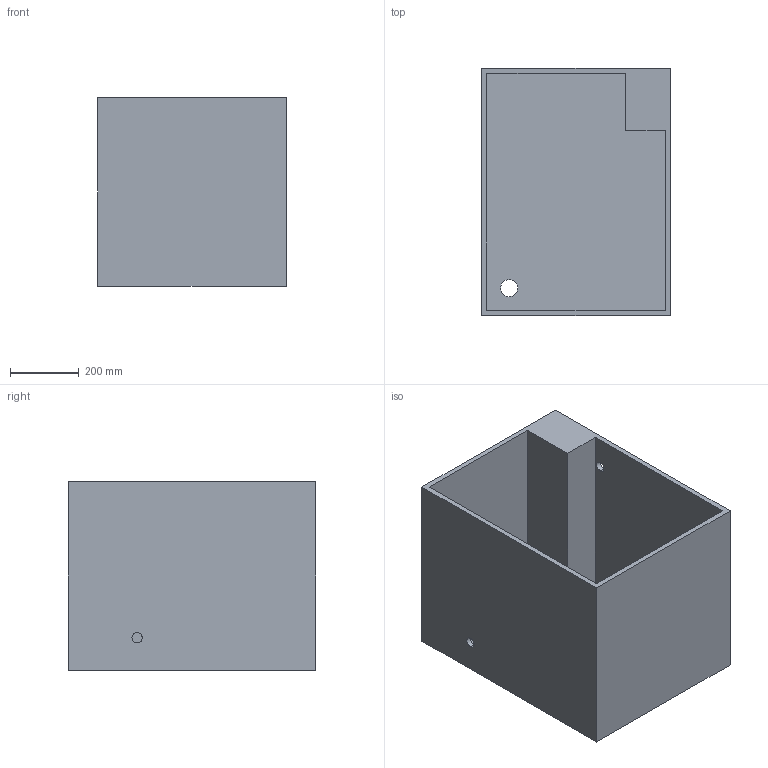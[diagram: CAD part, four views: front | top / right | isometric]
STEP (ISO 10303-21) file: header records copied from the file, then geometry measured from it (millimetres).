
FILE_DESCRIPTION (( 'STEP AP203' ), '1' );
FILE_NAME ('mueble.STEP', '2025-10-15T14:49:25', ( '' ), ( '' ), 'SwSTEP 2.0', 'SolidWorks 2025', '' );
FILE_SCHEMA (( 'CONFIG_CONTROL_DESIGN' ));
Length unit declared in the file: millimetre
Products named in the file (1): mueble
Bounding box: 550 x 720 x 550 mm (x, y, z)
Volume: 26947812 mm3; surface area: 3637137.6 mm2
Topology: 1 solids, 1 shells, 30 faces, 78 edges, 52 vertices
Faces by surface type: plane 20, cylinder 10
Entity records: 1019 total; most frequent: CARTESIAN_POINT 161, DIRECTION 160, ORIENTED_EDGE 156, EDGE_CURVE 78, LINE 58, VECTOR 58, VERTEX_POINT 52, AXIS2_PLACEMENT_3D 51
